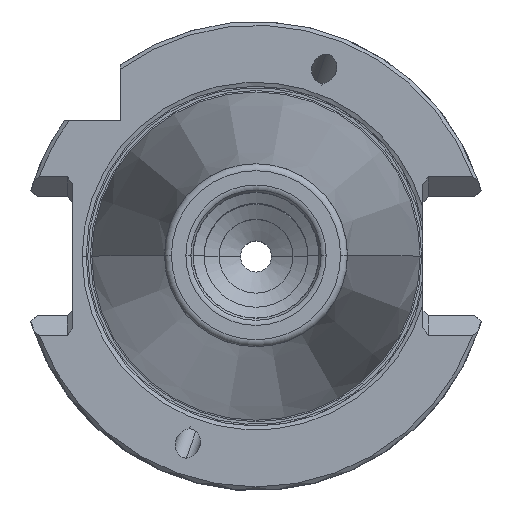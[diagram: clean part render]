
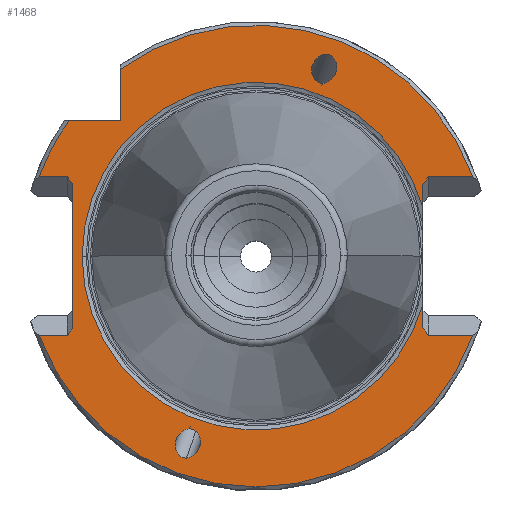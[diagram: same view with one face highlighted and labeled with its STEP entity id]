
A CAD part, top view. The second image highlights one B-rep face of the part: STEP entity #1468.
In plain terms, the highlighted planar face has unit normal (0, 0, 1).
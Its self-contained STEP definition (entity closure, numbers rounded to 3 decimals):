
#1014=EDGE_CURVE('NONE',#1150,#1046,#2990,.T.);
#1046=VERTEX_POINT('NONE',#3024);
#1056=VERTEX_POINT('NONE',#3034);
#1064=VERTEX_POINT('NONE',#3042);
#1106=EDGE_CURVE('NONE',#2480,#1744,#3092,.T.);
#1140=VERTEX_POINT('NONE',#3128);
#1150=VERTEX_POINT('NONE',#3139);
#1226=VERTEX_POINT('NONE',#3224);
#1244=VERTEX_POINT('NONE',#3245);
#1372=VERTEX_POINT('NONE',#3394);
#1402=EDGE_CURVE('NONE',#1558,#1800,#3429,.T.);
#1468=ADVANCED_FACE('NONE',(#3498,#3499,#3500),#3501,.F.);
#1532=VERTEX_POINT('NONE',#3580);
#1558=VERTEX_POINT('NONE',#3608);
#1620=EDGE_CURVE('NONE',#2612,#1958,#3680,.T.);
#1706=EDGE_CURVE('NONE',#1244,#2722,#3776,.T.);
#1722=VERTEX_POINT('NONE',#3793);
#1744=VERTEX_POINT('NONE',#3816);
#1774=EDGE_CURVE('NONE',#2426,#1140,#3847,.T.);
#1800=VERTEX_POINT('NONE',#3876);
#1958=VERTEX_POINT('NONE',#4054);
#1960=EDGE_CURVE('NONE',#1056,#2722,#4056,.T.);
#2024=VERTEX_POINT('NONE',#4129);
#2124=EDGE_CURVE('NONE',#1226,#1064,#4237,.T.);
#2130=EDGE_CURVE('NONE',#2472,#1140,#4244,.T.);
#2194=EDGE_CURVE('NONE',#1532,#1722,#4312,.T.);
#2254=EDGE_CURVE('NONE',#2024,#2382,#4376,.T.);
#2382=VERTEX_POINT('NONE',#4512);
#2396=EDGE_CURVE('NONE',#1372,#2786,#4527,.T.);
#2426=VERTEX_POINT('NONE',#4557);
#2432=EDGE_CURVE('NONE',#1958,#1244,#4563,.T.);
#2472=VERTEX_POINT('NONE',#4607);
#2480=VERTEX_POINT('NONE',#4616);
#2498=EDGE_CURVE('NONE',#1150,#1226,#4636,.T.);
#2524=EDGE_CURVE('NONE',#2786,#1372,#4664,.T.);
#2612=VERTEX_POINT('NONE',#4766);
#2676=EDGE_CURVE('NONE',#1744,#2480,#4839,.T.);
#2722=VERTEX_POINT('NONE',#4889);
#2760=EDGE_CURVE('NONE',#1558,#1056,#4929,.T.);
#2786=VERTEX_POINT('NONE',#4958);
#2844=EDGE_CURVE('NONE',#1046,#1722,#5023,.T.);
#2880=EDGE_CURVE('NONE',#2024,#1064,#5066,.T.);
#2890=EDGE_CURVE('NONE',#2612,#2472,#5077,.T.);
#2916=EDGE_CURVE('NONE',#2382,#2426,#5108,.T.);
#2954=EDGE_CURVE('NONE',#1532,#1800,#5150,.T.);
#2990=CIRCLE('',#5192,31.25);
#3024=CARTESIAN_POINT('',(-29.343,10.75,-1.));
#3034=CARTESIAN_POINT('',(-29.343,-10.75,-1.));
#3042=CARTESIAN_POINT('',(-18.35,25.295,-1.0));
#3092=(B_SPLINE_CURVE(3,(#5352,#5353,#5354,#5355),.UNSPECIFIED.,.F.,.F.)B_SPLINE_CURVE_WITH_KNOTS((4,4),(0.29,3.431),.UNSPECIFIED.)RATIONAL_B_SPLINE_CURVE((1.0,0.333,0.333,1.0))BOUNDED_CURVE()REPRESENTATION_ITEM('')GEOMETRIC_REPRESENTATION_ITEM()CURVE());
#3128=CARTESIAN_POINT('',(22.6,6.57,-1.0));
#3139=CARTESIAN_POINT('',(-25.295,18.35,-1.0));
#3224=CARTESIAN_POINT('',(-18.35,18.35,-1.0));
#3245=CARTESIAN_POINT('',(23.35,-10.75,-1.));
#3394=CARTESIAN_POINT('',(9.017,23.397,-1.0));
#3429=LINE('',#5810,#5811);
#3498=FACE_OUTER_BOUND('',#5933,.T.);
#3499=FACE_BOUND('',#5934,.T.);
#3500=FACE_BOUND('',#5935,.T.);
#3501=PLANE('',#5936);
#3580=CARTESIAN_POINT('',(-24.8,9.689,-1.));
#3608=CARTESIAN_POINT('',(-25.55,-10.75,-1.));
#3680=LINE('',#6189,#6190);
#3776=LINE('',#6341,#6342);
#3793=CARTESIAN_POINT('',(-25.55,10.75,-1.));
#3816=CARTESIAN_POINT('',(-9.017,-23.397,-1.0));
#3847=LINE('',#6452,#6453);
#3876=CARTESIAN_POINT('',(-24.8,-9.689,-1.));
#4054=CARTESIAN_POINT('',(22.6,-9.689,-1.0));
#4056=CIRCLE('',#6785,31.25);
#4129=CARTESIAN_POINT('',(29.343,10.75,-1.));
#4237=LINE('',#7104,#7105);
#4244=CIRCLE('',#7114,23.536);
#4312=LINE('',#7242,#7243);
#4376=LINE('',#7363,#7364);
#4512=CARTESIAN_POINT('',(23.35,10.75,-1.));
#4527=(B_SPLINE_CURVE(3,(#7639,#7640,#7641,#7642),.UNSPECIFIED.,.F.,.F.)B_SPLINE_CURVE_WITH_KNOTS((4,4),(3.431,6.573),.UNSPECIFIED.)RATIONAL_B_SPLINE_CURVE((1.0,0.333,0.333,1.0))BOUNDED_CURVE()REPRESENTATION_ITEM('')GEOMETRIC_REPRESENTATION_ITEM()CURVE());
#4557=CARTESIAN_POINT('',(22.6,9.689,-1.));
#4563=LINE('',#7711,#7712);
#4607=CARTESIAN_POINT('',(-23.536,0.,-1.));
#4616=CARTESIAN_POINT('',(-9.452,-27.347,-1.0));
#4636=LINE('',#7839,#7840);
#4664=(B_SPLINE_CURVE(3,(#7928,#7929,#7930,#7931),.UNSPECIFIED.,.F.,.F.)B_SPLINE_CURVE_WITH_KNOTS((4,4),(0.29,3.431),.UNSPECIFIED.)RATIONAL_B_SPLINE_CURVE((1.0,0.333,0.333,1.0))BOUNDED_CURVE()REPRESENTATION_ITEM('')GEOMETRIC_REPRESENTATION_ITEM()CURVE());
#4766=CARTESIAN_POINT('',(22.6,-6.57,-1.));
#4839=(B_SPLINE_CURVE(3,(#8203,#8204,#8205,#8206),.UNSPECIFIED.,.F.,.F.)B_SPLINE_CURVE_WITH_KNOTS((4,4),(3.431,6.573),.UNSPECIFIED.)RATIONAL_B_SPLINE_CURVE((1.0,0.333,0.333,1.0))BOUNDED_CURVE()REPRESENTATION_ITEM('')GEOMETRIC_REPRESENTATION_ITEM()CURVE());
#4889=CARTESIAN_POINT('',(29.343,-10.75,-1.));
#4929=LINE('',#8338,#8339);
#4958=CARTESIAN_POINT('',(9.452,27.347,-1.0));
#5023=LINE('',#8492,#8493);
#5066=CIRCLE('',#8549,31.25);
#5077=CIRCLE('',#8566,23.536);
#5108=LINE('',#8601,#8602);
#5150=LINE('',#8677,#8678);
#5192=AXIS2_PLACEMENT_3D('',#8701,#8702,#8703);
#5352=CARTESIAN_POINT('',(-9.452,-27.347,-1.0));
#5353=CARTESIAN_POINT('',(-6.086,-27.347,-1.0));
#5354=CARTESIAN_POINT('',(-5.652,-23.397,-1.0));
#5355=CARTESIAN_POINT('',(-9.017,-23.397,-1.0));
#5810=CARTESIAN_POINT('',(-18.12,-0.243,-1.));
#5811=VECTOR('',#9205,1000.0);
#5933=EDGE_LOOP('',(#9263,#9264,#9265,#9266,#9267,#9268,#9269,#9270,#9271,#9272,#9273,#9274,#9275,#9276,#9277,#9278,#9279,#9280));
#5934=EDGE_LOOP('',(#9281,#9282));
#5935=EDGE_LOOP('',(#9283,#9284));
#5936=AXIS2_PLACEMENT_3D('',#9285,#9286,#9287);
#6189=CARTESIAN_POINT('',(22.6,0.,-1.0));
#6190=VECTOR('',#9561,1000.0);
#6341=CARTESIAN_POINT('',(124.8,-10.75,-1.));
#6342=VECTOR('',#9692,1000.0);
#6452=CARTESIAN_POINT('',(22.6,0.,-1.0));
#6453=VECTOR('',#9758,1000.0);
#6785=AXIS2_PLACEMENT_3D('',#9998,#9999,#10000);
#7104=CARTESIAN_POINT('',(-18.35,18.35,-1.0));
#7105=VECTOR('',#10203,1000.0);
#7114=AXIS2_PLACEMENT_3D('',#10215,#10216,#10217);
#7242=CARTESIAN_POINT('',(-18.12,0.243,-1.));
#7243=VECTOR('',#10281,1000.0);
#7363=CARTESIAN_POINT('',(124.8,10.75,-1.));
#7364=VECTOR('',#10343,1000.0);
#7639=CARTESIAN_POINT('',(9.017,23.397,-1.0));
#7640=CARTESIAN_POINT('',(12.383,23.397,-1.0));
#7641=CARTESIAN_POINT('',(12.817,27.347,-1.0));
#7642=CARTESIAN_POINT('',(9.452,27.347,-1.0));
#7711=CARTESIAN_POINT('',(22.077,-8.95,-1.));
#7712=VECTOR('',#10502,1000.0);
#7839=CARTESIAN_POINT('',(-38.35,18.35,-1.0));
#7840=VECTOR('',#10601,1000.0);
#7928=CARTESIAN_POINT('',(9.452,27.347,-1.0));
#7929=CARTESIAN_POINT('',(6.086,27.347,-1.0));
#7930=CARTESIAN_POINT('',(5.652,23.397,-1.0));
#7931=CARTESIAN_POINT('',(9.017,23.397,-1.0));
#8203=CARTESIAN_POINT('',(-9.017,-23.397,-1.0));
#8204=CARTESIAN_POINT('',(-12.383,-23.397,-1.0));
#8205=CARTESIAN_POINT('',(-12.817,-27.347,-1.0));
#8206=CARTESIAN_POINT('',(-9.452,-27.347,-1.0));
#8338=CARTESIAN_POINT('',(-61.2,-10.75,-1.));
#8339=VECTOR('',#10940,1000.0);
#8492=CARTESIAN_POINT('',(-61.2,10.75,-1.));
#8493=VECTOR('',#11042,1000.0);
#8549=AXIS2_PLACEMENT_3D('',#11115,#11116,#11117);
#8566=AXIS2_PLACEMENT_3D('',#11131,#11132,#11133);
#8601=CARTESIAN_POINT('',(22.077,8.95,-1.));
#8602=VECTOR('',#11177,1000.0);
#8677=CARTESIAN_POINT('',(-24.8,0.,-1.0));
#8678=VECTOR('',#11228,1000.0);
#8701=CARTESIAN_POINT('',(0.0,0.0,-1.));
#8702=DIRECTION('',(0.0,-0.0,1.0));
#8703=DIRECTION('',(1.0,0.,0.0));
#9205=DIRECTION('',(0.577,0.816,0.0));
#9263=ORIENTED_EDGE('',*,*,#2498,.F.);
#9264=ORIENTED_EDGE('',*,*,#1014,.T.);
#9265=ORIENTED_EDGE('',*,*,#2844,.T.);
#9266=ORIENTED_EDGE('',*,*,#2194,.F.);
#9267=ORIENTED_EDGE('',*,*,#2954,.T.);
#9268=ORIENTED_EDGE('',*,*,#1402,.F.);
#9269=ORIENTED_EDGE('',*,*,#2760,.T.);
#9270=ORIENTED_EDGE('',*,*,#1960,.T.);
#9271=ORIENTED_EDGE('',*,*,#1706,.F.);
#9272=ORIENTED_EDGE('',*,*,#2432,.F.);
#9273=ORIENTED_EDGE('',*,*,#1620,.F.);
#9274=ORIENTED_EDGE('',*,*,#2890,.T.);
#9275=ORIENTED_EDGE('',*,*,#2130,.T.);
#9276=ORIENTED_EDGE('',*,*,#1774,.F.);
#9277=ORIENTED_EDGE('',*,*,#2916,.F.);
#9278=ORIENTED_EDGE('',*,*,#2254,.F.);
#9279=ORIENTED_EDGE('',*,*,#2880,.T.);
#9280=ORIENTED_EDGE('',*,*,#2124,.F.);
#9281=ORIENTED_EDGE('',*,*,#2396,.F.);
#9282=ORIENTED_EDGE('',*,*,#2524,.F.);
#9283=ORIENTED_EDGE('',*,*,#2676,.F.);
#9284=ORIENTED_EDGE('',*,*,#1106,.F.);
#9285=CARTESIAN_POINT('',(0.,-32.5,-1.));
#9286=DIRECTION('',(0.0,0.0,-1.0));
#9287=DIRECTION('',(-1.0,0.0,0.0));
#9561=DIRECTION('',(0.,-1.0,-0.0));
#9692=DIRECTION('',(1.0,0.,0.0));
#9758=DIRECTION('',(0.,-1.0,-0.0));
#9998=CARTESIAN_POINT('',(0.0,0.0,-1.));
#9999=DIRECTION('',(0.0,-0.0,1.0));
#10000=DIRECTION('',(1.0,0.,0.0));
#10203=DIRECTION('',(0.,1.0,0.0));
#10215=CARTESIAN_POINT('',(0.0,0.0,-1.));
#10216=DIRECTION('',(0.0,0.0,-1.0));
#10217=DIRECTION('',(1.0,0.,0.0));
#10281=DIRECTION('',(-0.577,0.816,0.0));
#10343=DIRECTION('',(-1.0,0.,0.0));
#10502=DIRECTION('',(0.577,-0.816,0.0));
#10601=DIRECTION('',(1.0,0.,0.0));
#10940=DIRECTION('',(-1.0,0.,0.0));
#11042=DIRECTION('',(1.0,0.,0.0));
#11115=CARTESIAN_POINT('',(0.0,0.0,-1.));
#11116=DIRECTION('',(0.0,-0.0,1.0));
#11117=DIRECTION('',(1.0,0.,0.0));
#11131=CARTESIAN_POINT('',(0.0,0.0,-1.));
#11132=DIRECTION('',(0.0,0.0,-1.0));
#11133=DIRECTION('',(1.0,0.,0.0));
#11177=DIRECTION('',(-0.577,-0.816,0.0));
#11228=DIRECTION('',(0.,-1.0,-0.0));
